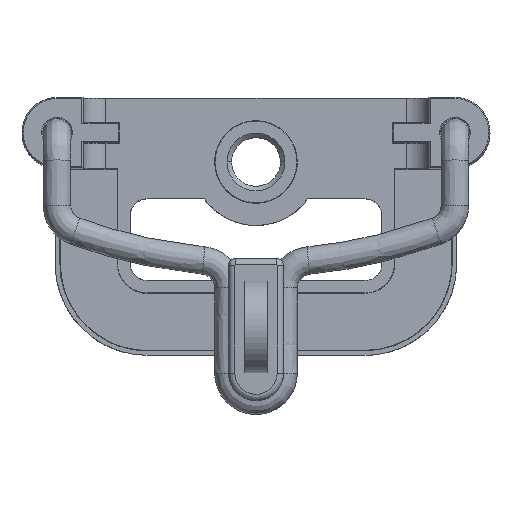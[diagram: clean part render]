
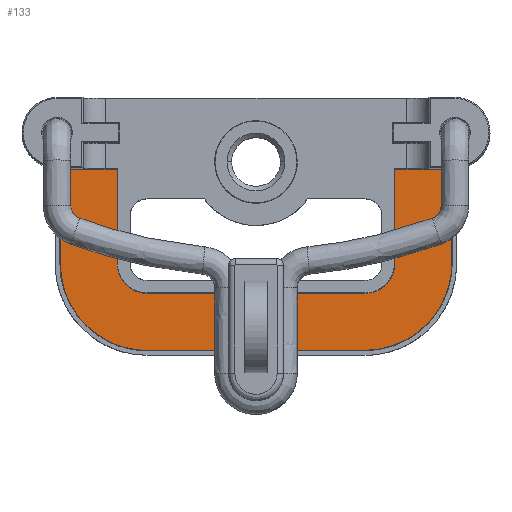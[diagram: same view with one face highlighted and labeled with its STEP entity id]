
A CAD part, top view. The second image highlights one B-rep face of the part: STEP entity #133.
In plain terms, the highlighted planar face has unit normal (0, 0, 1).
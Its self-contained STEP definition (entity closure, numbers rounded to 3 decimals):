
#133=ADVANCED_FACE('',(#520),#5416,.T.);
#520=FACE_OUTER_BOUND('',#909,.T.);
#909=EDGE_LOOP('',(#1397,#1398,#1399,#1400,#1401,#1402,#1403,#1404,#1405,
#1406,#1407,#1408));
#1397=ORIENTED_EDGE('',*,*,#3125,.T.);
#1398=ORIENTED_EDGE('',*,*,#3129,.T.);
#1399=ORIENTED_EDGE('',*,*,#3150,.T.);
#1400=ORIENTED_EDGE('',*,*,#3128,.T.);
#1401=ORIENTED_EDGE('',*,*,#3154,.T.);
#1402=ORIENTED_EDGE('',*,*,#3126,.T.);
#1403=ORIENTED_EDGE('',*,*,#3132,.T.);
#1404=ORIENTED_EDGE('',*,*,#3131,.T.);
#1405=ORIENTED_EDGE('',*,*,#3138,.T.);
#1406=ORIENTED_EDGE('',*,*,#3130,.T.);
#1407=ORIENTED_EDGE('',*,*,#3142,.T.);
#1408=ORIENTED_EDGE('',*,*,#3127,.T.);
#3125=EDGE_CURVE('',#4902,#4903,#3982,.T.);
#3126=EDGE_CURVE('',#4904,#4905,#3983,.T.);
#3127=EDGE_CURVE('',#4906,#4902,#3984,.T.);
#3128=EDGE_CURVE('',#4910,#4909,#3985,.T.);
#3129=EDGE_CURVE('',#4903,#4912,#3986,.T.);
#3130=EDGE_CURVE('',#4908,#4911,#3987,.T.);
#3131=EDGE_CURVE('',#4913,#4907,#3988,.T.);
#3132=EDGE_CURVE('',#4905,#4913,#3989,.T.);
#3138=EDGE_CURVE('',#4907,#4908,#3995,.T.);
#3142=EDGE_CURVE('',#4911,#4906,#3999,.T.);
#3150=EDGE_CURVE('',#4912,#4910,#4007,.T.);
#3154=EDGE_CURVE('',#4909,#4904,#4011,.T.);
#3982=B_SPLINE_CURVE_WITH_KNOTS('',1,(#6489,#6490),.UNSPECIFIED.,.F.,.F.,
(2,2),(0.05,6.25),.UNSPECIFIED.);
#3983=B_SPLINE_CURVE_WITH_KNOTS('',1,(#6491,#6492),.UNSPECIFIED.,.F.,.F.,
(2,2),(0.,10.3),.UNSPECIFIED.);
#3984=B_SPLINE_CURVE_WITH_KNOTS('',1,(#6493,#6494),.UNSPECIFIED.,.F.,.F.,
(2,2),(0.,10.3),.UNSPECIFIED.);
#3985=B_SPLINE_CURVE_WITH_KNOTS('',1,(#6495,#6496),.UNSPECIFIED.,.F.,.F.,
(2,2),(0.,23.75),.UNSPECIFIED.);
#3986=B_SPLINE_CURVE_WITH_KNOTS('',1,(#6497,#6498),.UNSPECIFIED.,.F.,.F.,
(2,2),(0.05,10.35),.UNSPECIFIED.);
#3987=B_SPLINE_CURVE_WITH_KNOTS('',1,(#6499,#6500),.UNSPECIFIED.,.F.,.F.,
(2,2),(0.,23.75),.UNSPECIFIED.);
#3988=B_SPLINE_CURVE_WITH_KNOTS('',1,(#6501,#6502),.UNSPECIFIED.,.F.,.F.,
(2,2),(0.05,10.35),.UNSPECIFIED.);
#3989=B_SPLINE_CURVE_WITH_KNOTS('',1,(#6503,#6504),.UNSPECIFIED.,.F.,.F.,
(2,2),(0.05,6.25),.UNSPECIFIED.);
#3995=B_SPLINE_CURVE_WITH_KNOTS('',3,(#6551,#6552,#6553,#6554,#6555,#6556,
#6557),.UNSPECIFIED.,.F.,.F.,(4,1,1,1,4),(0.,1.276,
2.552,3.88,5.105),.UNSPECIFIED.);
#3999=B_SPLINE_CURVE_WITH_KNOTS('',3,(#6564,#6565,#6566,#6567,#6568,#6569,
#6570),.UNSPECIFIED.,.F.,.F.,(4,1,1,1,4),(0.,1.276,
2.552,3.88,5.105),.UNSPECIFIED.);
#4007=B_SPLINE_CURVE_WITH_KNOTS('',3,(#6621,#6622,#6623,#6624,#6625,#6626,
#6627),.UNSPECIFIED.,.F.,.F.,(4,1,1,1,4),(0.,3.562,
7.422,11.281,14.844),.UNSPECIFIED.);
#4011=B_SPLINE_CURVE_WITH_KNOTS('',3,(#6634,#6635,#6636,#6637,#6638,#6639,
#6640),.UNSPECIFIED.,.F.,.F.,(4,1,1,1,4),(0.,3.562,
7.422,11.281,14.844),.UNSPECIFIED.);
#4902=VERTEX_POINT('',#6405);
#4903=VERTEX_POINT('',#6406);
#4904=VERTEX_POINT('',#6407);
#4905=VERTEX_POINT('',#6408);
#4906=VERTEX_POINT('',#6409);
#4907=VERTEX_POINT('',#6410);
#4908=VERTEX_POINT('',#6411);
#4909=VERTEX_POINT('',#6412);
#4910=VERTEX_POINT('',#6413);
#4911=VERTEX_POINT('',#6414);
#4912=VERTEX_POINT('',#6415);
#4913=VERTEX_POINT('',#6416);
#5416=PLANE('',#5787);
#5787=AXIS2_PLACEMENT_3D('',#6316,#5849,$);
#5849=DIRECTION('',(0.,0.,1.));
#6316=CARTESIAN_POINT('',(26.719,-1.344,0.5));
#6405=CARTESIAN_POINT('',(-15.125,-3.875,0.5));
#6406=CARTESIAN_POINT('',(-21.325,-3.875,0.5));
#6407=CARTESIAN_POINT('',(21.325,-14.175,0.5));
#6408=CARTESIAN_POINT('',(21.325,-3.875,0.5));
#6409=CARTESIAN_POINT('',(-15.125,-14.175,0.5));
#6410=CARTESIAN_POINT('',(15.125,-14.175,0.5));
#6411=CARTESIAN_POINT('',(11.875,-17.425,0.5));
#6412=CARTESIAN_POINT('',(11.875,-23.625,0.5));
#6413=CARTESIAN_POINT('',(-11.875,-23.625,0.5));
#6414=CARTESIAN_POINT('',(-11.875,-17.425,0.5));
#6415=CARTESIAN_POINT('',(-21.325,-14.175,0.5));
#6416=CARTESIAN_POINT('',(15.125,-3.875,0.5));
#6489=CARTESIAN_POINT('',(-15.125,-3.875,0.5));
#6490=CARTESIAN_POINT('',(-21.325,-3.875,0.5));
#6491=CARTESIAN_POINT('',(21.325,-14.175,0.5));
#6492=CARTESIAN_POINT('',(21.325,-3.875,0.5));
#6493=CARTESIAN_POINT('',(-15.125,-14.175,0.5));
#6494=CARTESIAN_POINT('',(-15.125,-3.875,0.5));
#6495=CARTESIAN_POINT('',(-11.875,-23.625,0.5));
#6496=CARTESIAN_POINT('',(11.875,-23.625,0.5));
#6497=CARTESIAN_POINT('',(-21.325,-3.875,0.5));
#6498=CARTESIAN_POINT('',(-21.325,-14.175,0.5));
#6499=CARTESIAN_POINT('',(11.875,-17.425,0.5));
#6500=CARTESIAN_POINT('',(-11.875,-17.425,0.5));
#6501=CARTESIAN_POINT('',(15.125,-3.875,0.5));
#6502=CARTESIAN_POINT('',(15.125,-14.175,0.5));
#6503=CARTESIAN_POINT('',(21.325,-3.875,0.5));
#6504=CARTESIAN_POINT('',(15.125,-3.875,0.5));
#6551=CARTESIAN_POINT('',(15.125,-14.175,0.5));
#6552=CARTESIAN_POINT('',(15.125,-14.6,0.5));
#6553=CARTESIAN_POINT('',(14.956,-15.451,0.5));
#6554=CARTESIAN_POINT('',(14.223,-16.547,0.5));
#6555=CARTESIAN_POINT('',(13.134,-17.263,0.5));
#6556=CARTESIAN_POINT('',(12.283,-17.424,0.5));
#6557=CARTESIAN_POINT('',(11.875,-17.425,0.5));
#6564=CARTESIAN_POINT('',(-11.875,-17.425,0.5));
#6565=CARTESIAN_POINT('',(-12.3,-17.425,0.5));
#6566=CARTESIAN_POINT('',(-13.151,-17.256,0.5));
#6567=CARTESIAN_POINT('',(-14.247,-16.523,0.5));
#6568=CARTESIAN_POINT('',(-14.963,-15.434,0.5));
#6569=CARTESIAN_POINT('',(-15.124,-14.583,0.5));
#6570=CARTESIAN_POINT('',(-15.125,-14.175,0.5));
#6621=CARTESIAN_POINT('',(-21.325,-14.175,0.5));
#6622=CARTESIAN_POINT('',(-21.325,-15.362,0.5));
#6623=CARTESIAN_POINT('',(-20.854,-17.836,0.5));
#6624=CARTESIAN_POINT('',(-18.746,-21.046,0.5));
#6625=CARTESIAN_POINT('',(-15.536,-23.154,0.5));
#6626=CARTESIAN_POINT('',(-13.062,-23.625,0.5));
#6627=CARTESIAN_POINT('',(-11.875,-23.625,0.5));
#6634=CARTESIAN_POINT('',(11.875,-23.625,0.5));
#6635=CARTESIAN_POINT('',(13.062,-23.625,0.5));
#6636=CARTESIAN_POINT('',(15.536,-23.154,0.5));
#6637=CARTESIAN_POINT('',(18.746,-21.046,0.5));
#6638=CARTESIAN_POINT('',(20.854,-17.836,0.5));
#6639=CARTESIAN_POINT('',(21.325,-15.362,0.5));
#6640=CARTESIAN_POINT('',(21.325,-14.175,0.5));
